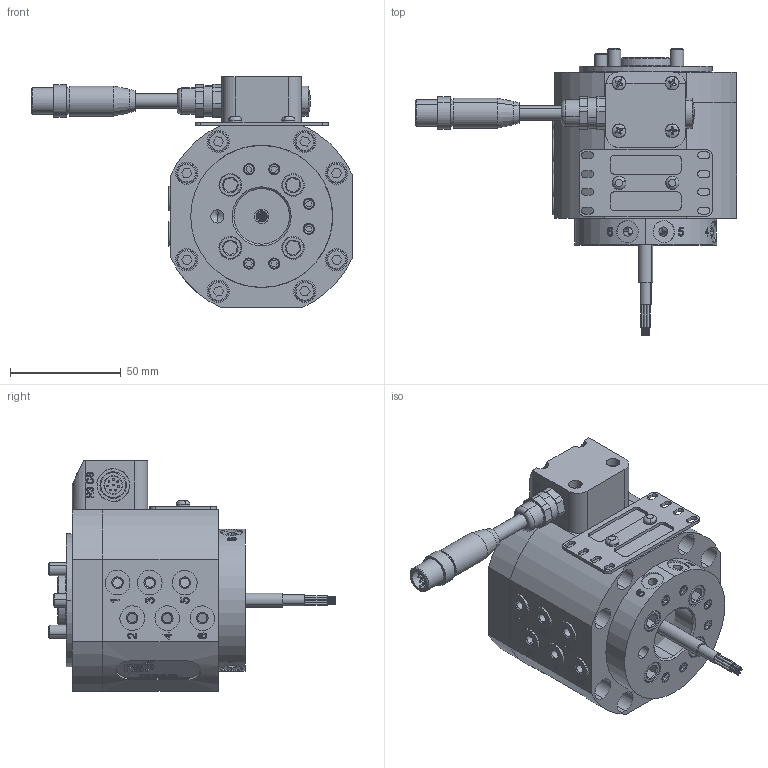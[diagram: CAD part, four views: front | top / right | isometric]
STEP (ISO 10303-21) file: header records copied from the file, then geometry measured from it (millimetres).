
FILE_DESCRIPTION (( 'STEP AP203' ), '1' );
FILE_NAME ('P0113A.STEP', '2018-11-23T08:35:34', ( '' ), ( '' ), 'SwSTEP 2.0', 'SolidWorks 2017', '' );
FILE_SCHEMA (( 'CONFIG_CONTROL_DESIGN' ));
Length unit declared in the file: millimetre
Products named in the file (1): P0113A
Bounding box: 144.8 x 129.8 x 104 mm (x, y, z)
Volume: 580693.1 mm3; surface area: 131445.4 mm2
Topology: 47 solids, 55 shells, 1790 faces, 4308 edges, 2778 vertices
Faces by surface type: plane 754, cylinder 542, bspline 238, cone 178, torus 68, sphere 10
Entity records: 65400 total; most frequent: CARTESIAN_POINT 24139, ORIENTED_EDGE 8588, DIRECTION 8241, EDGE_CURVE 4294, AXIS2_PLACEMENT_3D 3015, VERTEX_POINT 2778, VECTOR 2211, LINE 2211
